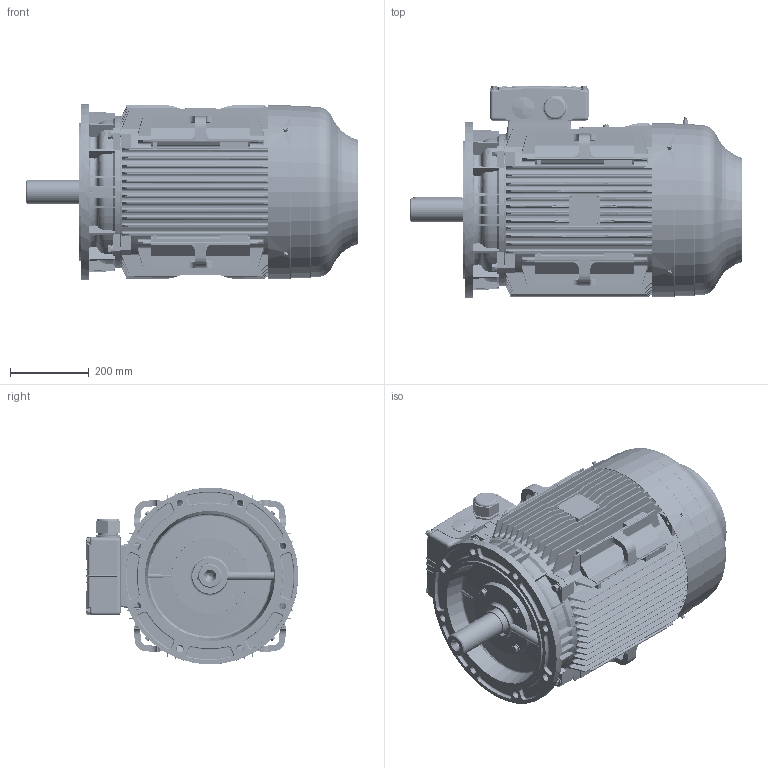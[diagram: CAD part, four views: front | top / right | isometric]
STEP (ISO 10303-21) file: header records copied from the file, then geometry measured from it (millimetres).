
FILE_DESCRIPTION (( 'STEP AP203' ), '1' );
FILE_NAME ('WE225M-468-B5.STEP', '2017-06-24T07:35:04', ( 'Sky123.Org' ), ( 'Sky123.Org' ), 'SwSTEP 2.0', 'SolidWorks 2012', '' );
FILE_SCHEMA (( 'CONFIG_CONTROL_DESIGN' ));
Products named in the file (1): WE225M-468-B5
Bounding box: 845.5 x 541.5 x 450 mm (x, y, z)
Volume: 72645936.9 mm3; surface area: 4206875.7 mm2
Topology: 82 solids, 86 shells, 6515 faces, 18500 edges, 12246 vertices
Faces by surface type: cylinder 2919, plane 2774, cone 527, torus 245, bspline 33, sphere 17
Entity records: 256781 total; most frequent: CARTESIAN_POINT 88763, ORIENTED_EDGE 36902, DIRECTION 32653, EDGE_CURVE 18451, VERTEX_POINT 12246, AXIS2_PLACEMENT_3D 11609, LINE 9435, VECTOR 9435
